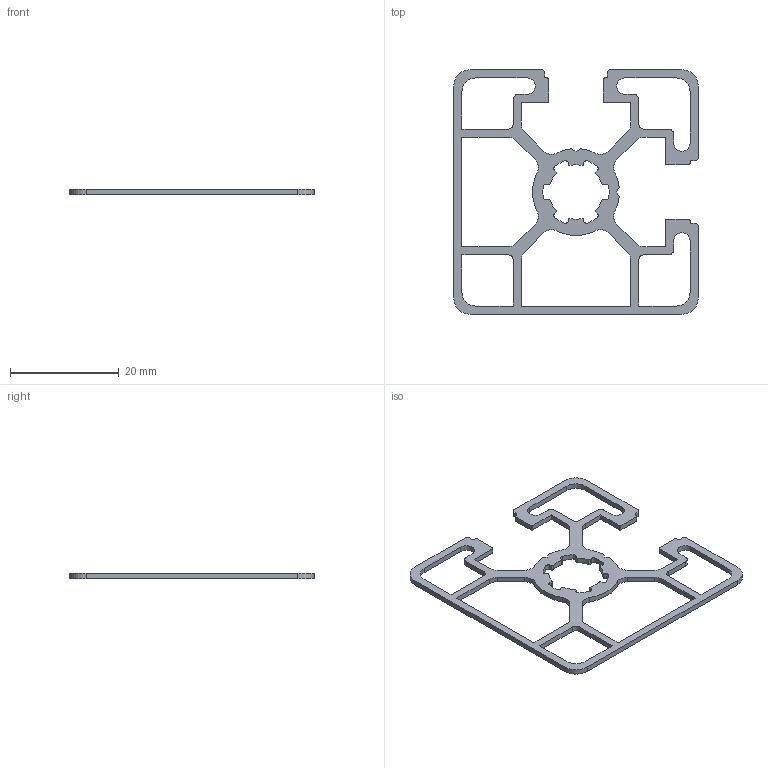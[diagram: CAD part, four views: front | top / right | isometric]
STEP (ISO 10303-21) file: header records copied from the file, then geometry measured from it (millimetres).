
FILE_DESCRIPTION(/* description */ ('BSB Aluminum Profile 45x45-LL'),/* implementation_level */ '2;1');
FILE_NAME(/* name */ '1007535.ipt.stp',/* time_stamp */ '2020-04-01T16:46:18+02:00',/* author */ (''),/* organization */ ('COOMACH'),/* preprocessor_version */ 'ST-DEVELOPER v16.5',/* originating_system */ 'Autodesk Inventor 2017',/* authorisation */ '');
FILE_SCHEMA (('AUTOMOTIVE_DESIGN { 1 0 10303 214 3 1 1 }'));
Length unit declared in the file: millimetre
Products named in the file (1): 1007535
Bounding box: 45 x 45 x 1 mm (x, y, z)
Volume: 562.3 mm3; surface area: 1729.7 mm2
Topology: 1 solids, 1 shells, 172 faces, 510 edges, 340 vertices
Faces by surface type: cylinder 94, plane 78
Entity records: 5880 total; most frequent: DIRECTION 1044, CARTESIAN_POINT 1023, ORIENTED_EDGE 1020, EDGE_CURVE 510, AXIS2_PLACEMENT_3D 361, VERTEX_POINT 340, LINE 322, VECTOR 322
